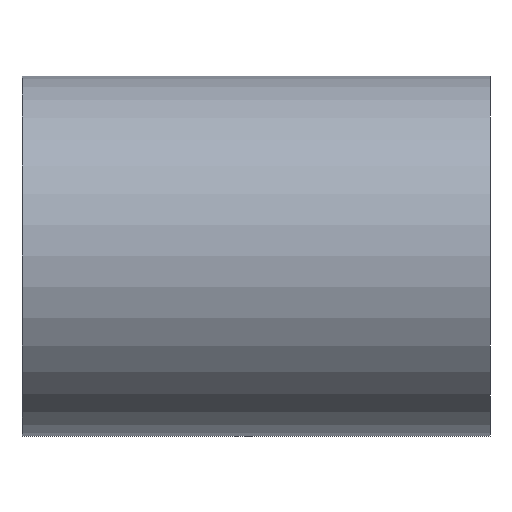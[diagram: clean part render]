
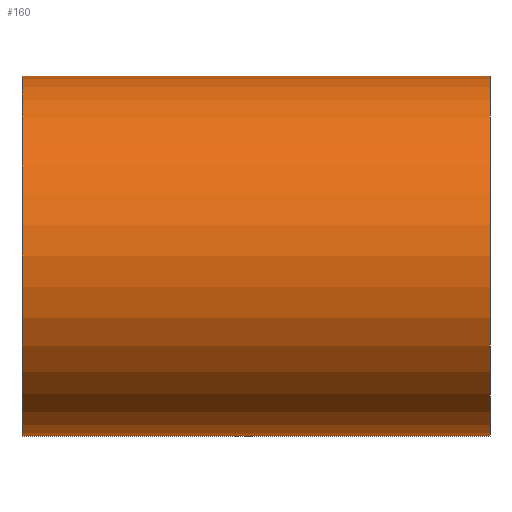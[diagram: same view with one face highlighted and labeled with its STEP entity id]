
A CAD part, left-side view. The second image highlights one B-rep face of the part: STEP entity #160.
In plain terms, the highlighted cylindrical face has radius 25 mm (diameter 50 mm), a partial arc.
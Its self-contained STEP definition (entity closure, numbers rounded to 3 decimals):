
#33 = EDGE_CURVE ( 'NONE', #922, #102, #771, .T. ) ;
#44 = DIRECTION ( 'NONE',  ( 0., 0., 1. ) ) ;
#86 = ORIENTED_EDGE ( 'NONE', *, *, #739, .F. ) ;
#102 = VERTEX_POINT ( 'NONE', #673 ) ;
#107 = CIRCLE ( 'NONE', #895, 25. ) ;
#119 = EDGE_CURVE ( 'NONE', #205, #877, #107, .T. ) ;
#141 = DIRECTION ( 'NONE',  ( 0., 1., 0. ) ) ;
#160 = ADVANCED_FACE ( 'NONE', ( #769 ), #593, .T. ) ;
#195 = CARTESIAN_POINT ( 'NONE',  ( 0., -2., -25. ) ) ;
#204 = DIRECTION ( 'NONE',  ( 0., 1., 0. ) ) ;
#205 = VERTEX_POINT ( 'NONE', #529 ) ;
#216 = LINE ( 'NONE', #195, #967 ) ;
#304 = LINE ( 'NONE', #610, #802 ) ;
#366 = CARTESIAN_POINT ( 'NONE',  ( 0., -2., 0. ) ) ;
#378 = DIRECTION ( 'NONE',  ( 0., 0., 1. ) ) ;
#416 = CARTESIAN_POINT ( 'NONE',  ( 0., -2., 0. ) ) ;
#431 = EDGE_LOOP ( 'NONE', ( #86, #664, #810, #970 ) ) ;
#436 = DIRECTION ( 'NONE',  ( 0., 0., 1. ) ) ;
#513 = DIRECTION ( 'NONE',  ( 0., 1., 0. ) ) ;
#529 = CARTESIAN_POINT ( 'NONE',  ( 0., 63., -25. ) ) ;
#592 = DIRECTION ( 'NONE',  ( 0., 1., 0. ) ) ;
#593 = CYLINDRICAL_SURFACE ( 'NONE', #679, 25. ) ;
#610 = CARTESIAN_POINT ( 'NONE',  ( 0., -2., 25. ) ) ;
#612 = CARTESIAN_POINT ( 'NONE',  ( 0., 63., 0. ) ) ;
#641 = CARTESIAN_POINT ( 'NONE',  ( 0., 63., 25. ) ) ;
#664 = ORIENTED_EDGE ( 'NONE', *, *, #33, .T. ) ;
#670 = AXIS2_PLACEMENT_3D ( 'NONE', #416, #592, #44 ) ;
#673 = CARTESIAN_POINT ( 'NONE',  ( 0., -2., 25. ) ) ;
#679 = AXIS2_PLACEMENT_3D ( 'NONE', #366, #204, #378 ) ;
#739 = EDGE_CURVE ( 'NONE', #922, #205, #216, .T. ) ;
#769 = FACE_OUTER_BOUND ( 'NONE', #431, .T. ) ;
#771 = CIRCLE ( 'NONE', #670, 25. ) ;
#802 = VECTOR ( 'NONE', #513, 1000. ) ;
#810 = ORIENTED_EDGE ( 'NONE', *, *, #923, .T. ) ;
#877 = VERTEX_POINT ( 'NONE', #641 ) ;
#895 = AXIS2_PLACEMENT_3D ( 'NONE', #612, #141, #436 ) ;
#922 = VERTEX_POINT ( 'NONE', #943 ) ;
#923 = EDGE_CURVE ( 'NONE', #102, #877, #304, .T. ) ;
#943 = CARTESIAN_POINT ( 'NONE',  ( 0., -2., -25. ) ) ;
#967 = VECTOR ( 'NONE', #1003, 1000. ) ;
#970 = ORIENTED_EDGE ( 'NONE', *, *, #119, .F. ) ;
#1003 = DIRECTION ( 'NONE',  ( 0., 1., 0. ) ) ;
